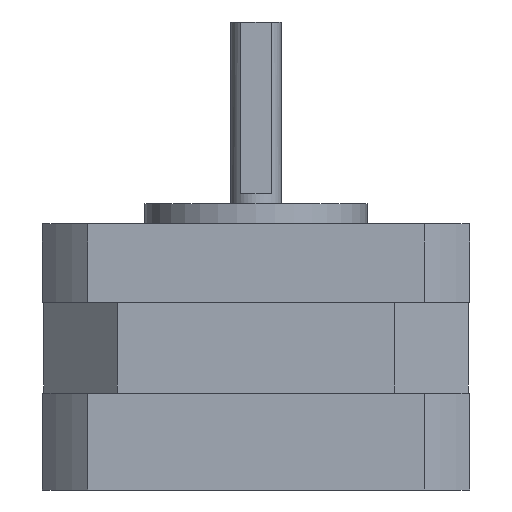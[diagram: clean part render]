
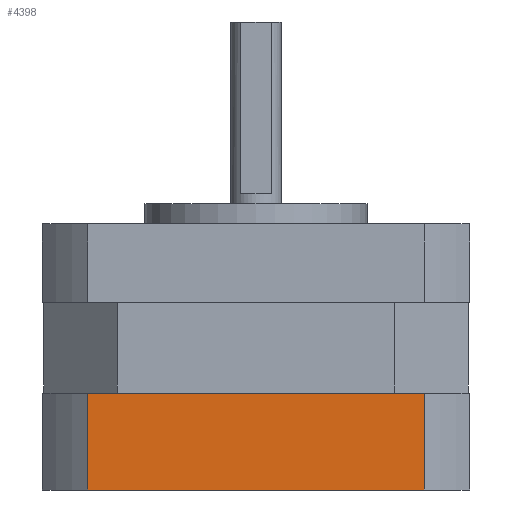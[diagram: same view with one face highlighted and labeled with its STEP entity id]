
A CAD part, left-side view. The second image highlights one B-rep face of the part: STEP entity #4398.
In plain terms, the highlighted planar face has unit normal (-1, 0, 0).
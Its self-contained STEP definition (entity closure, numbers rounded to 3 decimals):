
#918 = PLANE('',#919);
#919 = AXIS2_PLACEMENT_3D('',#920,#921,#922);
#920 = CARTESIAN_POINT('',(-16.65,-21.15,9.6));
#921 = DIRECTION('',(0.,0.,-1.));
#922 = DIRECTION('',(-1.,0.,0.));
#1858 = VERTEX_POINT('',#1859);
#1859 = CARTESIAN_POINT('',(-21.15,-16.65,9.6));
#1878 = CYLINDRICAL_SURFACE('',#1879,26.917);
#1879 = AXIS2_PLACEMENT_3D('',#1880,#1881,#1882);
#1880 = CARTESIAN_POINT('',(0.,0.,0.));
#1881 = DIRECTION('',(-0.,-0.,-1.));
#1882 = DIRECTION('',(1.,0.,0.));
#1890 = EDGE_CURVE('',#1891,#1858,#1893,.T.);
#1891 = VERTEX_POINT('',#1892);
#1892 = CARTESIAN_POINT('',(-21.15,16.65,9.6));
#1893 = SURFACE_CURVE('',#1894,(#1898,#1905),.PCURVE_S1.);
#1894 = LINE('',#1895,#1896);
#1895 = CARTESIAN_POINT('',(-21.15,16.65,9.6));
#1896 = VECTOR('',#1897,1.);
#1897 = DIRECTION('',(0.,-1.,0.));
#1898 = PCURVE('',#918,#1899);
#1899 = DEFINITIONAL_REPRESENTATION('',(#1900),#1904);
#1900 = LINE('',#1901,#1902);
#1901 = CARTESIAN_POINT('',(4.5,37.8));
#1902 = VECTOR('',#1903,1.);
#1903 = DIRECTION('',(0.,-1.));
#1904 = ( GEOMETRIC_REPRESENTATION_CONTEXT(2) 
PARAMETRIC_REPRESENTATION_CONTEXT() REPRESENTATION_CONTEXT('2D SPACE',''
  ) );
#1905 = PCURVE('',#1906,#1911);
#1906 = PLANE('',#1907);
#1907 = AXIS2_PLACEMENT_3D('',#1908,#1909,#1910);
#1908 = CARTESIAN_POINT('',(-21.15,16.65,0.));
#1909 = DIRECTION('',(1.,0.,0.));
#1910 = DIRECTION('',(0.,-1.,0.));
#1911 = DEFINITIONAL_REPRESENTATION('',(#1912),#1916);
#1912 = LINE('',#1913,#1914);
#1913 = CARTESIAN_POINT('',(0.,-9.6));
#1914 = VECTOR('',#1915,1.);
#1915 = DIRECTION('',(1.,0.));
#1916 = ( GEOMETRIC_REPRESENTATION_CONTEXT(2) 
PARAMETRIC_REPRESENTATION_CONTEXT() REPRESENTATION_CONTEXT('2D SPACE',''
  ) );
#1939 = CYLINDRICAL_SURFACE('',#1940,26.917);
#1940 = AXIS2_PLACEMENT_3D('',#1941,#1942,#1943);
#1941 = CARTESIAN_POINT('',(0.,0.,0.));
#1942 = DIRECTION('',(-0.,-0.,-1.));
#1943 = DIRECTION('',(1.,0.,0.));
#2296 = PLANE('',#2297);
#2297 = AXIS2_PLACEMENT_3D('',#2298,#2299,#2300);
#2298 = CARTESIAN_POINT('',(-16.65,-21.15,0.));
#2299 = DIRECTION('',(0.,0.,-1.));
#2300 = DIRECTION('',(-1.,0.,0.));
#4350 = EDGE_CURVE('',#4351,#1891,#4353,.T.);
#4351 = VERTEX_POINT('',#4352);
#4352 = CARTESIAN_POINT('',(-21.15,16.65,0.));
#4353 = SURFACE_CURVE('',#4354,(#4358,#4365),.PCURVE_S1.);
#4354 = LINE('',#4355,#4356);
#4355 = CARTESIAN_POINT('',(-21.15,16.65,0.));
#4356 = VECTOR('',#4357,1.);
#4357 = DIRECTION('',(0.,0.,1.));
#4358 = PCURVE('',#1939,#4359);
#4359 = DEFINITIONAL_REPRESENTATION('',(#4360),#4364);
#4360 = LINE('',#4361,#4362);
#4361 = CARTESIAN_POINT('',(-2.475,0.));
#4362 = VECTOR('',#4363,1.);
#4363 = DIRECTION('',(-0.,-1.));
#4364 = ( GEOMETRIC_REPRESENTATION_CONTEXT(2) 
PARAMETRIC_REPRESENTATION_CONTEXT() REPRESENTATION_CONTEXT('2D SPACE',''
  ) );
#4365 = PCURVE('',#1906,#4366);
#4366 = DEFINITIONAL_REPRESENTATION('',(#4367),#4371);
#4367 = LINE('',#4368,#4369);
#4368 = CARTESIAN_POINT('',(0.,0.));
#4369 = VECTOR('',#4370,1.);
#4370 = DIRECTION('',(0.,-1.));
#4371 = ( GEOMETRIC_REPRESENTATION_CONTEXT(2) 
PARAMETRIC_REPRESENTATION_CONTEXT() REPRESENTATION_CONTEXT('2D SPACE',''
  ) );
#4398 = ADVANCED_FACE('',(#4399),#1906,.F.);
#4399 = FACE_BOUND('',#4400,.F.);
#4400 = EDGE_LOOP('',(#4401,#4402,#4403,#4426));
#4401 = ORIENTED_EDGE('',*,*,#4350,.T.);
#4402 = ORIENTED_EDGE('',*,*,#1890,.T.);
#4403 = ORIENTED_EDGE('',*,*,#4404,.F.);
#4404 = EDGE_CURVE('',#4405,#1858,#4407,.T.);
#4405 = VERTEX_POINT('',#4406);
#4406 = CARTESIAN_POINT('',(-21.15,-16.65,0.));
#4407 = SURFACE_CURVE('',#4408,(#4412,#4419),.PCURVE_S1.);
#4408 = LINE('',#4409,#4410);
#4409 = CARTESIAN_POINT('',(-21.15,-16.65,0.));
#4410 = VECTOR('',#4411,1.);
#4411 = DIRECTION('',(0.,0.,1.));
#4412 = PCURVE('',#1906,#4413);
#4413 = DEFINITIONAL_REPRESENTATION('',(#4414),#4418);
#4414 = LINE('',#4415,#4416);
#4415 = CARTESIAN_POINT('',(33.3,0.));
#4416 = VECTOR('',#4417,1.);
#4417 = DIRECTION('',(0.,-1.));
#4418 = ( GEOMETRIC_REPRESENTATION_CONTEXT(2) 
PARAMETRIC_REPRESENTATION_CONTEXT() REPRESENTATION_CONTEXT('2D SPACE',''
  ) );
#4419 = PCURVE('',#1878,#4420);
#4420 = DEFINITIONAL_REPRESENTATION('',(#4421),#4425);
#4421 = LINE('',#4422,#4423);
#4422 = CARTESIAN_POINT('',(-3.809,0.));
#4423 = VECTOR('',#4424,1.);
#4424 = DIRECTION('',(-0.,-1.));
#4425 = ( GEOMETRIC_REPRESENTATION_CONTEXT(2) 
PARAMETRIC_REPRESENTATION_CONTEXT() REPRESENTATION_CONTEXT('2D SPACE',''
  ) );
#4426 = ORIENTED_EDGE('',*,*,#4427,.F.);
#4427 = EDGE_CURVE('',#4351,#4405,#4428,.T.);
#4428 = SURFACE_CURVE('',#4429,(#4433,#4440),.PCURVE_S1.);
#4429 = LINE('',#4430,#4431);
#4430 = CARTESIAN_POINT('',(-21.15,16.65,0.));
#4431 = VECTOR('',#4432,1.);
#4432 = DIRECTION('',(0.,-1.,0.));
#4433 = PCURVE('',#1906,#4434);
#4434 = DEFINITIONAL_REPRESENTATION('',(#4435),#4439);
#4435 = LINE('',#4436,#4437);
#4436 = CARTESIAN_POINT('',(0.,0.));
#4437 = VECTOR('',#4438,1.);
#4438 = DIRECTION('',(1.,0.));
#4439 = ( GEOMETRIC_REPRESENTATION_CONTEXT(2) 
PARAMETRIC_REPRESENTATION_CONTEXT() REPRESENTATION_CONTEXT('2D SPACE',''
  ) );
#4440 = PCURVE('',#2296,#4441);
#4441 = DEFINITIONAL_REPRESENTATION('',(#4442),#4446);
#4442 = LINE('',#4443,#4444);
#4443 = CARTESIAN_POINT('',(4.5,37.8));
#4444 = VECTOR('',#4445,1.);
#4445 = DIRECTION('',(0.,-1.));
#4446 = ( GEOMETRIC_REPRESENTATION_CONTEXT(2) 
PARAMETRIC_REPRESENTATION_CONTEXT() REPRESENTATION_CONTEXT('2D SPACE',''
  ) );
